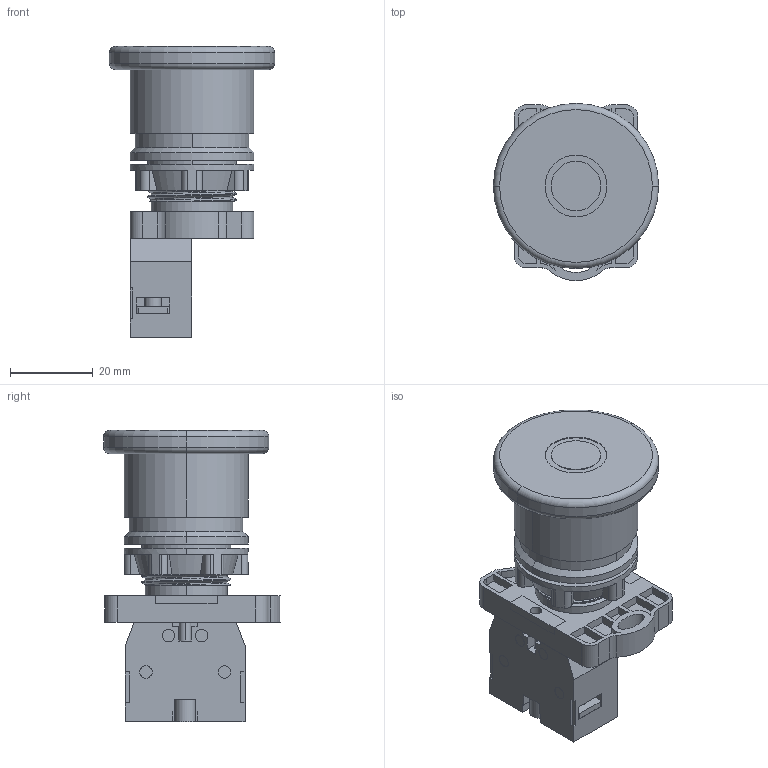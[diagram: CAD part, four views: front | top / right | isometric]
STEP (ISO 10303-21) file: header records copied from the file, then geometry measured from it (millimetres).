
FILE_DESCRIPTION (( 'STEP AP214' ), '1' );
FILE_NAME ('拍钮（经济）-单下座.STEP', '2023-03-13T17:14:08', ( 'China' ), ( 'Home' ), 'SwSTEP 2.0', 'SolidWorks 2017', '' );
FILE_SCHEMA (( 'AUTOMOTIVE_DESIGN' ));
Length unit declared in the file: millimetre
Products named in the file (1): 鼴聽ㄗ冪撳ㄘ-等狟釱
Bounding box: 40 x 42.82 x 70.5 mm (x, y, z)
Volume: 44245.4 mm3; surface area: 15756.5 mm2
Topology: 7 solids, 7 shells, 321 faces, 819 edges, 544 vertices
Faces by surface type: plane 193, cylinder 106, bspline 9, cone 9, torus 4
Entity records: 12246 total; most frequent: CARTESIAN_POINT 3369, ORIENTED_EDGE 1638, DIRECTION 1607, EDGE_CURVE 819, VERTEX_POINT 544, AXIS2_PLACEMENT_3D 537, LINE 533, VECTOR 533
